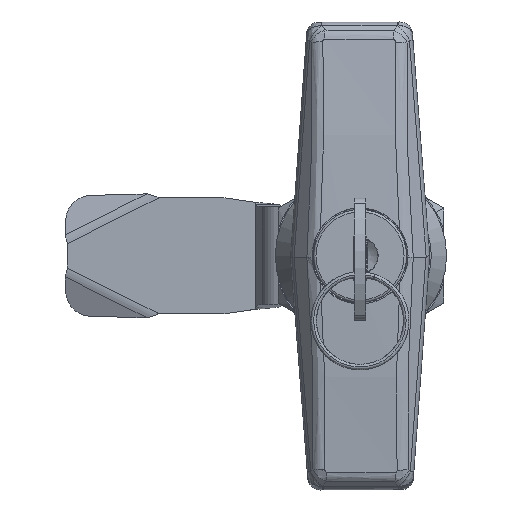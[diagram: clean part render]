
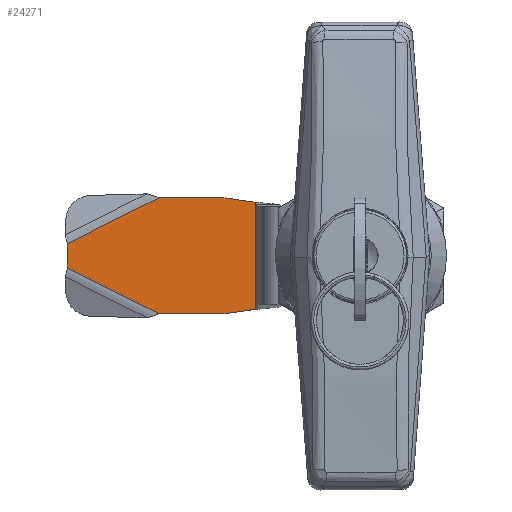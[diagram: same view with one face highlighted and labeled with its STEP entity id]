
A CAD part, top view. The second image highlights one B-rep face of the part: STEP entity #24271.
In plain terms, the highlighted planar face has unit normal (0, 0, 1).
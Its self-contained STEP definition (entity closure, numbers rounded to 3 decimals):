
#338 = DIRECTION ( 'NONE',  ( 0., 0., 1. ) ) ;
#375 = CARTESIAN_POINT ( 'NONE',  ( -48., -1.998, -25.32 ) ) ;
#1481 = EDGE_CURVE ( 'NONE', #16407, #4745, #22130, .T. ) ;
#1563 = CARTESIAN_POINT ( 'NONE',  ( -22.211, 9.458, -25.32 ) ) ;
#1624 = CARTESIAN_POINT ( 'NONE',  ( -48., 1.998, -25.32 ) ) ;
#2393 = DIRECTION ( 'NONE',  ( 0., 1., 0. ) ) ;
#2670 = VECTOR ( 'NONE', #21640, 1000. ) ;
#2698 = EDGE_CURVE ( 'NONE', #14183, #4166, #17384, .T. ) ;
#3105 = EDGE_CURVE ( 'NONE', #5178, #3892, #15119, .T. ) ;
#3892 = VERTEX_POINT ( 'NONE', #23405 ) ;
#3971 = AXIS2_PLACEMENT_3D ( 'NONE', #9017, #338, #8734 ) ;
#4059 = VECTOR ( 'NONE', #8024, 1000. ) ;
#4166 = VERTEX_POINT ( 'NONE', #25024 ) ;
#4205 = EDGE_CURVE ( 'NONE', #11897, #16407, #26133, .T. ) ;
#4313 = CARTESIAN_POINT ( 'NONE',  ( -17.263, 0., -25.32 ) ) ;
#4745 = VERTEX_POINT ( 'NONE', #20512 ) ;
#4998 = LINE ( 'NONE', #7320, #2670 ) ;
#5014 = CARTESIAN_POINT ( 'NONE',  ( -22.5, -9.5, -25.32 ) ) ;
#5178 = VERTEX_POINT ( 'NONE', #1563 ) ;
#6149 = ORIENTED_EDGE ( 'NONE', *, *, #21960, .F. ) ;
#6578 = DIRECTION ( 'NONE',  ( -1., 0., 0. ) ) ;
#7000 = DIRECTION ( 'NONE',  ( -1., 0., 0. ) ) ;
#7320 = CARTESIAN_POINT ( 'NONE',  ( -6.828, -22.584, -25.32 ) ) ;
#7387 = EDGE_CURVE ( 'NONE', #12888, #11897, #4998, .T. ) ;
#8024 = DIRECTION ( 'NONE',  ( -0.989, 0.145, 0. ) ) ;
#8290 = CARTESIAN_POINT ( 'NONE',  ( -7.5, 7.3, -25.32 ) ) ;
#8734 = DIRECTION ( 'NONE',  ( -1., 0., 0. ) ) ;
#8871 = ORIENTED_EDGE ( 'NONE', *, *, #18857, .T. ) ;
#9017 = CARTESIAN_POINT ( 'NONE',  ( 4.464, 0., -25.32 ) ) ;
#9062 = DIRECTION ( 'NONE',  ( 1., 0., 0. ) ) ;
#9129 = ORIENTED_EDGE ( 'NONE', *, *, #1481, .T. ) ;
#9148 = FACE_OUTER_BOUND ( 'NONE', #10064, .T. ) ;
#9629 = EDGE_CURVE ( 'NONE', #21075, #12888, #15229, .T. ) ;
#10064 = EDGE_LOOP ( 'NONE', ( #6149, #23675, #12094, #21157, #9129, #10856, #12401, #8871, #19954, #24677 ) ) ;
#10555 = LINE ( 'NONE', #11113, #19842 ) ;
#10856 = ORIENTED_EDGE ( 'NONE', *, *, #20651, .T. ) ;
#10967 = CARTESIAN_POINT ( 'NONE',  ( -32.996, -9.5, -25.32 ) ) ;
#11112 = CARTESIAN_POINT ( 'NONE',  ( -22.792, -5.5, -25.32 ) ) ;
#11113 = CARTESIAN_POINT ( 'NONE',  ( -48., 9.5, -25.32 ) ) ;
#11897 = VERTEX_POINT ( 'NONE', #10967 ) ;
#12094 = ORIENTED_EDGE ( 'NONE', *, *, #7387, .T. ) ;
#12401 = ORIENTED_EDGE ( 'NONE', *, *, #2698, .T. ) ;
#12888 = VERTEX_POINT ( 'NONE', #375 ) ;
#12919 = AXIS2_PLACEMENT_3D ( 'NONE', #22019, #26288, #13754 ) ;
#13237 = VECTOR ( 'NONE', #2393, 1000. ) ;
#13390 = DIRECTION ( 'NONE',  ( 0.989, 0.145, 0. ) ) ;
#13742 = VERTEX_POINT ( 'NONE', #22446 ) ;
#13754 = DIRECTION ( 'NONE',  ( -1., 0., 0. ) ) ;
#14183 = VERTEX_POINT ( 'NONE', #17597 ) ;
#14798 = DIRECTION ( 'NONE',  ( 0., -1., 0. ) ) ;
#15119 = CIRCLE ( 'NONE', #12919, 4. ) ;
#15229 = LINE ( 'NONE', #23627, #24340 ) ;
#15503 = VECTOR ( 'NONE', #9062, 1000. ) ;
#16407 = VERTEX_POINT ( 'NONE', #19740 ) ;
#17384 = LINE ( 'NONE', #4313, #13237 ) ;
#17597 = CARTESIAN_POINT ( 'NONE',  ( -17.263, -8.732, -25.32 ) ) ;
#18785 = LINE ( 'NONE', #5014, #25909 ) ;
#18857 = EDGE_CURVE ( 'NONE', #4166, #5178, #24672, .T. ) ;
#19049 = PLANE ( 'NONE',  #3971 ) ;
#19505 = DIRECTION ( 'NONE',  ( 0., 0., 1. ) ) ;
#19639 = LINE ( 'NONE', #21989, #25868 ) ;
#19642 = CARTESIAN_POINT ( 'NONE',  ( -48., -9.5, -25.32 ) ) ;
#19740 = CARTESIAN_POINT ( 'NONE',  ( -22.792, -9.5, -25.32 ) ) ;
#19842 = VECTOR ( 'NONE', #6578, 1000. ) ;
#19954 = ORIENTED_EDGE ( 'NONE', *, *, #3105, .T. ) ;
#20512 = CARTESIAN_POINT ( 'NONE',  ( -22.211, -9.458, -25.32 ) ) ;
#20651 = EDGE_CURVE ( 'NONE', #4745, #14183, #18785, .T. ) ;
#21075 = VERTEX_POINT ( 'NONE', #1624 ) ;
#21157 = ORIENTED_EDGE ( 'NONE', *, *, #4205, .T. ) ;
#21285 = AXIS2_PLACEMENT_3D ( 'NONE', #11112, #19505, #7000 ) ;
#21640 = DIRECTION ( 'NONE',  ( 0.894, -0.447, 0. ) ) ;
#21960 = EDGE_CURVE ( 'NONE', #21075, #13742, #19639, .T. ) ;
#21989 = CARTESIAN_POINT ( 'NONE',  ( -6.828, 22.584, -25.32 ) ) ;
#22019 = CARTESIAN_POINT ( 'NONE',  ( -22.792, 5.5, -25.32 ) ) ;
#22130 = CIRCLE ( 'NONE', #21285, 4. ) ;
#22446 = CARTESIAN_POINT ( 'NONE',  ( -32.996, 9.5, -25.32 ) ) ;
#23405 = CARTESIAN_POINT ( 'NONE',  ( -22.792, 9.5, -25.32 ) ) ;
#23627 = CARTESIAN_POINT ( 'NONE',  ( -48., -9.5, -25.32 ) ) ;
#23675 = ORIENTED_EDGE ( 'NONE', *, *, #9629, .T. ) ;
#23917 = DIRECTION ( 'NONE',  ( 0.894, 0.447, 0. ) ) ;
#24271 = ADVANCED_FACE ( 'NONE', ( #9148 ), #19049, .T. ) ;
#24340 = VECTOR ( 'NONE', #14798, 1000. ) ;
#24672 = LINE ( 'NONE', #8290, #4059 ) ;
#24677 = ORIENTED_EDGE ( 'NONE', *, *, #26241, .T. ) ;
#25024 = CARTESIAN_POINT ( 'NONE',  ( -17.263, 8.732, -25.32 ) ) ;
#25868 = VECTOR ( 'NONE', #23917, 1000. ) ;
#25909 = VECTOR ( 'NONE', #13390, 1000. ) ;
#26133 = LINE ( 'NONE', #19642, #15503 ) ;
#26241 = EDGE_CURVE ( 'NONE', #3892, #13742, #10555, .T. ) ;
#26288 = DIRECTION ( 'NONE',  ( 0., 0., 1. ) ) ;
